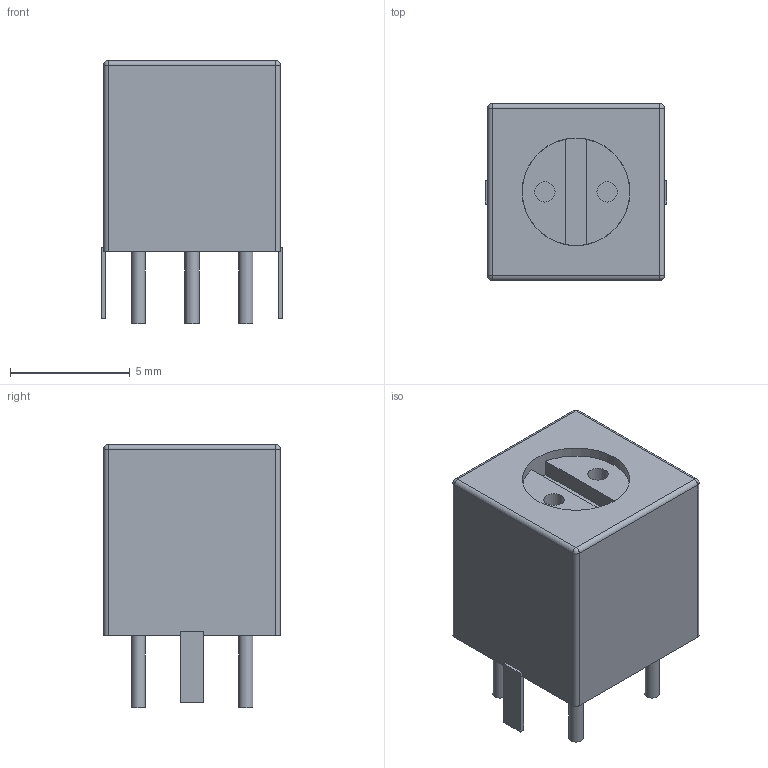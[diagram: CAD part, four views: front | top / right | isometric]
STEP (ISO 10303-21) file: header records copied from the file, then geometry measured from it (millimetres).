
FILE_DESCRIPTION(('FreeCAD Model'),'2;1');
FILE_NAME('Open CASCADE Shape Model','2021-06-24T22:14:54',('Author'),( ''),'Open CASCADE STEP processor 7.4','FreeCAD','Unknown');
FILE_SCHEMA(('AUTOMOTIVE_DESIGN { 1 0 10303 214 1 1 1 1 }'));
Length unit declared in the file: millimetre
Products named in the file (12): Variable_Coil_Shielded_7x7mm_5_6; Tuner; Shield; Shield_Foot_1; Shield_Foot_2; Shield_Body; Pins; Pin_2; Pin_1; Pin_6; Pin_3; Pin_4
Assembly tree (11 placements, depth 3):
  Variable_Coil_Shielded_7x7mm_5_6
    Tuner
    Shield
      Shield_Foot_1
      Shield_Foot_2
      Shield_Body
    Pins
      Pin_2
      Pin_1
      Pin_6
      Pin_3
      Pin_4
Bounding box: 7.59 x 7.39 x 11 mm (x, y, z)
Volume: 431.6 mm3; surface area: 615.6 mm2
Topology: 9 solids, 9 shells, 57 faces, 103 edges, 62 vertices
Faces by surface type: plane 36, cylinder 17, sphere 4
Full cylindrical faces by diameter (mm): 0.6 x5, 0.85 x2, 4.49 x1, 4.5 x1
Entity records: 2941 total; most frequent: DIRECTION 470, CARTESIAN_POINT 446, LINE 233, VECTOR 233, ORIENTED_EDGE 198, PCURVE 198, DEFINITIONAL_REPRESENTATION 198, AXIS2_PLACEMENT_3D 107
